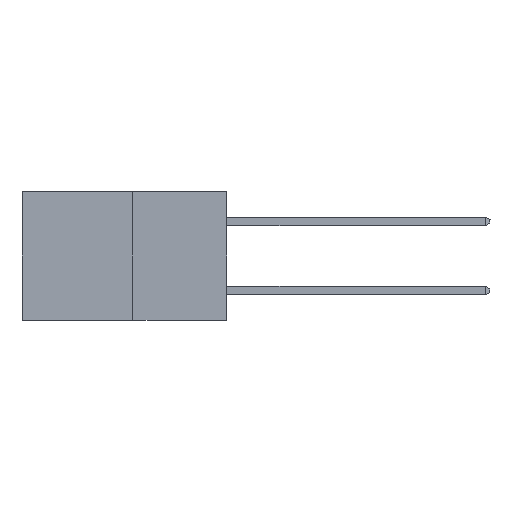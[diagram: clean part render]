
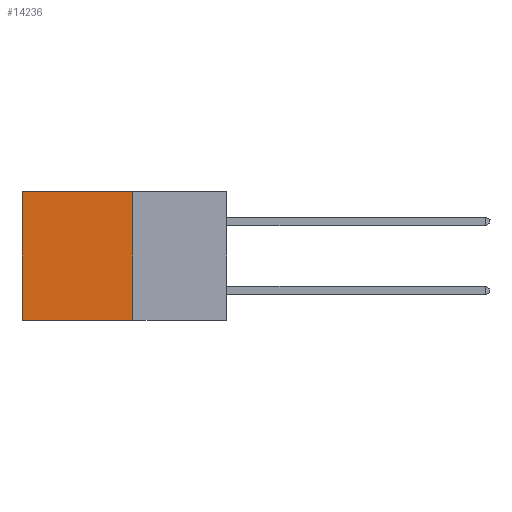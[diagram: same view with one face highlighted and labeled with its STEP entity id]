
A CAD part, left-side view. The second image highlights one B-rep face of the part: STEP entity #14236.
In plain terms, the highlighted planar face has unit normal (-1, 0, 0).
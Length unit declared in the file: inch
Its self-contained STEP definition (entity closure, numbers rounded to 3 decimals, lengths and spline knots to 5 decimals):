
#440 = DIRECTION ( 'NONE',  ( 0., 0., -1. ) ) ;
#502 = CARTESIAN_POINT ( 'NONE',  ( 0.277, 0.59, -0.37 ) ) ;
#609 = ORIENTED_EDGE ( 'NONE', *, *, #6995, .T. ) ;
#905 = DIRECTION ( 'NONE',  ( 0., 0., -1. ) ) ;
#1109 = LINE ( 'NONE', #1435, #7299 ) ;
#1435 = CARTESIAN_POINT ( 'NONE',  ( 0.277, 0.27, -0.37 ) ) ;
#1771 = AXIS2_PLACEMENT_3D ( 'NONE', #13952, #7363, #440 ) ;
#1913 = CARTESIAN_POINT ( 'NONE',  ( 0.277, 0.27, -0.37 ) ) ;
#2702 = EDGE_CURVE ( 'NONE', #3746, #10364, #4552, .T. ) ;
#3194 = VERTEX_POINT ( 'NONE', #502 ) ;
#3746 = VERTEX_POINT ( 'NONE', #6447 ) ;
#4032 = ORIENTED_EDGE ( 'NONE', *, *, #14529, .F. ) ;
#4552 = LINE ( 'NONE', #6947, #7278 ) ;
#4565 = EDGE_LOOP ( 'NONE', ( #609, #4032, #13372, #11814 ) ) ;
#6447 = CARTESIAN_POINT ( 'NONE',  ( 0.277, 0.27, 0. ) ) ;
#6715 = DIRECTION ( 'NONE',  ( 0., 1., 0. ) ) ;
#6879 = DIRECTION ( 'NONE',  ( 0., 1., 0. ) ) ;
#6947 = CARTESIAN_POINT ( 'NONE',  ( 0.277, 0.27, 0. ) ) ;
#6995 = EDGE_CURVE ( 'NONE', #10364, #3194, #13258, .T. ) ;
#7278 = VECTOR ( 'NONE', #6879, 39.37008 ) ;
#7299 = VECTOR ( 'NONE', #9475, 39.37008 ) ;
#7363 = DIRECTION ( 'NONE',  ( 1., 0., 0. ) ) ;
#7551 = LINE ( 'NONE', #14389, #7895 ) ;
#7895 = VECTOR ( 'NONE', #6715, 39.37008 ) ;
#8283 = VERTEX_POINT ( 'NONE', #1913 ) ;
#9475 = DIRECTION ( 'NONE',  ( 0., 0., -1. ) ) ;
#9537 = PLANE ( 'NONE',  #1771 ) ;
#10364 = VERTEX_POINT ( 'NONE', #10870 ) ;
#10870 = CARTESIAN_POINT ( 'NONE',  ( 0.277, 0.59, 0. ) ) ;
#11516 = EDGE_CURVE ( 'NONE', #3746, #8283, #1109, .T. ) ;
#11814 = ORIENTED_EDGE ( 'NONE', *, *, #2702, .T. ) ;
#12548 = VECTOR ( 'NONE', #905, 39.37008 ) ;
#13258 = LINE ( 'NONE', #14383, #12548 ) ;
#13372 = ORIENTED_EDGE ( 'NONE', *, *, #11516, .F. ) ;
#13952 = CARTESIAN_POINT ( 'NONE',  ( 0.277, 0.27, -0.37 ) ) ;
#14236 = ADVANCED_FACE ( 'NONE', ( #14248 ), #9537, .F. ) ;
#14248 = FACE_OUTER_BOUND ( 'NONE', #4565, .T. ) ;
#14383 = CARTESIAN_POINT ( 'NONE',  ( 0.277, 0.59, -0.37 ) ) ;
#14389 = CARTESIAN_POINT ( 'NONE',  ( 0.277, 0.27, -0.37 ) ) ;
#14529 = EDGE_CURVE ( 'NONE', #8283, #3194, #7551, .T. ) ;
